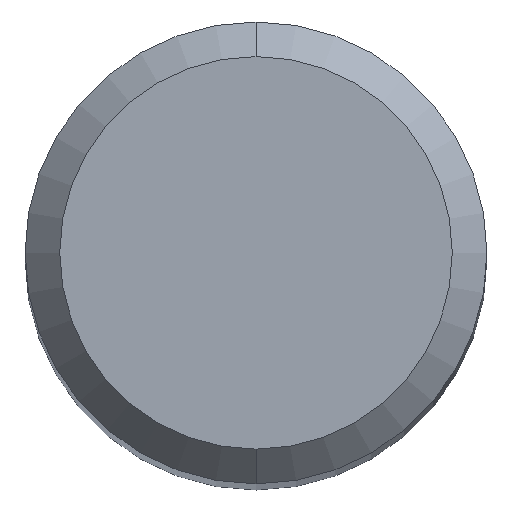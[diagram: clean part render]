
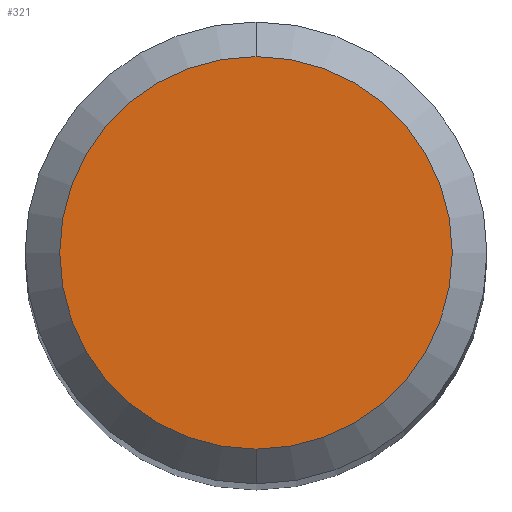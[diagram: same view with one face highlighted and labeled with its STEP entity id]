
A CAD part, top view. The second image highlights one B-rep face of the part: STEP entity #321.
In plain terms, the highlighted planar face has unit normal (0, 0, 1).
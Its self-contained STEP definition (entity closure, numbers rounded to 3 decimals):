
#227=VERTEX_POINT('',#525);
#231=EDGE_CURVE('',#365,#227,#529,.T.);
#321=ADVANCED_FACE('',(#628),#629,.T.);
#365=VERTEX_POINT('',#675);
#377=EDGE_CURVE('',#227,#365,#689,.T.);
#525=CARTESIAN_POINT('',(0.0,1.7,29.714));
#529=CIRCLE('',#937,1.7);
#628=FACE_OUTER_BOUND('',#1203,.T.);
#629=PLANE('',#1204);
#675=CARTESIAN_POINT('',(0.,-1.7,29.714));
#689=CIRCLE('',#1337,1.7);
#937=AXIS2_PLACEMENT_3D('',#1493,#1494,#1495);
#1203=EDGE_LOOP('',(#1613,#1614));
#1204=AXIS2_PLACEMENT_3D('',#1615,#1616,#1617);
#1337=AXIS2_PLACEMENT_3D('',#1673,#1674,#1675);
#1493=CARTESIAN_POINT('',(0.0,0.0,29.714));
#1494=DIRECTION('',(0.0,0.0,-1.0));
#1495=DIRECTION('',(0.0,1.0,0.0));
#1613=ORIENTED_EDGE('',*,*,#377,.F.);
#1614=ORIENTED_EDGE('',*,*,#231,.F.);
#1615=CARTESIAN_POINT('',(0.0,0.85,29.714));
#1616=DIRECTION('',(0.0,0.0,1.0));
#1617=DIRECTION('',(0.0,-1.0,0.0));
#1673=CARTESIAN_POINT('',(0.0,0.0,29.714));
#1674=DIRECTION('',(0.0,0.0,-1.0));
#1675=DIRECTION('',(0.0,1.0,0.0));
